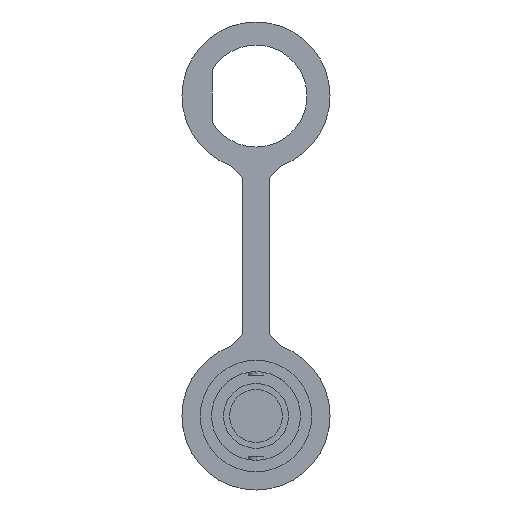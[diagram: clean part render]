
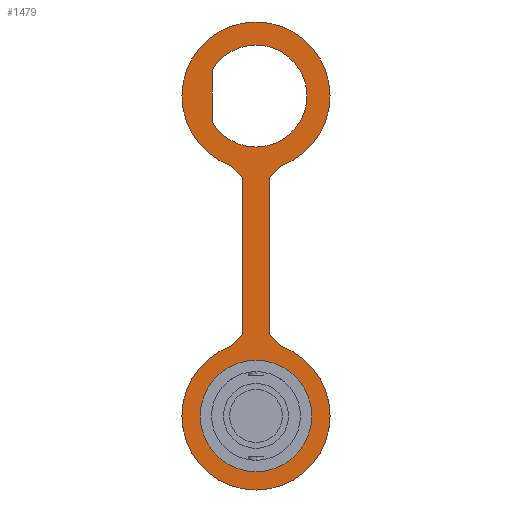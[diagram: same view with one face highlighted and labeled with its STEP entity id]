
A CAD part, front view. The second image highlights one B-rep face of the part: STEP entity #1479.
In plain terms, the highlighted planar face has unit normal (0, -1, 0).
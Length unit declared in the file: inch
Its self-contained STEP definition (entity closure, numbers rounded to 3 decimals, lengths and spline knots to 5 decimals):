
#181 = CARTESIAN_POINT ( 'NONE',  ( 0., -0.04, 0. ) ) ;
#251 = LINE ( 'NONE', #256, #2672 ) ;
#256 = CARTESIAN_POINT ( 'NONE',  ( -0.056, -0.04, -0.33972 ) ) ;
#257 = DIRECTION ( 'NONE',  ( -0.707, 0., 0.707 ) ) ;
#289 = LINE ( 'NONE', #290, #2682 ) ;
#290 = CARTESIAN_POINT ( 'NONE',  ( -0.056, -0.04, -0.99328 ) ) ;
#291 = DIRECTION ( 'NONE',  ( 0., 0., 1. ) ) ;
#334 = CARTESIAN_POINT ( 'NONE',  ( 0., -0.04, 0. ) ) ;
#335 = LINE ( 'NONE', #336, #2695 ) ;
#336 = CARTESIAN_POINT ( 'NONE',  ( -0.056, -0.04, -0.99328 ) ) ;
#337 = DIRECTION ( 'NONE',  ( 0.707, 0., 0.707 ) ) ;
#338 = DIRECTION ( 'NONE',  ( 0., 1., 0. ) ) ;
#339 = DIRECTION ( 'NONE',  ( 0., 0., 1. ) ) ;
#380 = PLANE ( 'NONE',  #2709 ) ;
#387 = CARTESIAN_POINT ( 'NONE',  ( 0., -0.04, -1.333 ) ) ;
#388 = DIRECTION ( 'NONE',  ( 0., 1., 0. ) ) ;
#389 = DIRECTION ( 'NONE',  ( 0., 0., 1. ) ) ;
#501 = CARTESIAN_POINT ( 'NONE',  ( 0., -0.04, 0. ) ) ;
#502 = DIRECTION ( 'NONE',  ( 0., 1., 0. ) ) ;
#503 = DIRECTION ( 'NONE',  ( 0., 0., 1. ) ) ;
#551 = CARTESIAN_POINT ( 'NONE',  ( 0., -0.04, 0. ) ) ;
#555 = DIRECTION ( 'NONE',  ( 0., 1., 0. ) ) ;
#556 = DIRECTION ( 'NONE',  ( 0., 0., 1. ) ) ;
#588 = LINE ( 'NONE', #589, #1205 ) ;
#589 = CARTESIAN_POINT ( 'NONE',  ( 0.056, -0.04, -0.33972 ) ) ;
#591 = DIRECTION ( 'NONE',  ( -0.707, 0., -0.707 ) ) ;
#756 = DIRECTION ( 'NONE',  ( 0., 0., 1. ) ) ;
#818 = LINE ( 'NONE', #1000, #2544 ) ;
#928 = DIRECTION ( 'NONE',  ( 0., 1., 0. ) ) ;
#983 = DIRECTION ( 'NONE',  ( 0., 0., 1. ) ) ;
#985 = DIRECTION ( 'NONE',  ( 0., -1., 0. ) ) ;
#995 = CARTESIAN_POINT ( 'NONE',  ( 0., -0.04, -1.333 ) ) ;
#997 = DIRECTION ( 'NONE',  ( 0., 0., 1. ) ) ;
#1000 = CARTESIAN_POINT ( 'NONE',  ( -0.182, -0.04, -0.10969 ) ) ;
#1205 = VECTOR ( 'NONE', #591, 39.37008 ) ;
#1235 = AXIS2_PLACEMENT_3D ( 'NONE', #501, #502, #503 ) ;
#1254 = AXIS2_PLACEMENT_3D ( 'NONE', #551, #555, #556 ) ;
#1271 = EDGE_CURVE ( 'NONE', #1956, #1972, #1349, .T. ) ;
#1279 = EDGE_CURVE ( 'NONE', #2041, #2024, #1430, .T. ) ;
#1310 = EDGE_CURVE ( 'NONE', #1958, #1992, #1316, .T. ) ;
#1314 = EDGE_CURVE ( 'NONE', #1992, #2089, #818, .T. ) ;
#1316 = CIRCLE ( 'NONE', #2531, 0.2125 ) ;
#1349 = CIRCLE ( 'NONE', #2476, 0.3085 ) ;
#1353 = EDGE_CURVE ( 'NONE', #2024, #2041, #1538, .T. ) ;
#1430 = CIRCLE ( 'NONE', #2470, 0.2325 ) ;
#1442 = EDGE_CURVE ( 'NONE', #2093, #2029, #251, .T. ) ;
#1451 = EDGE_CURVE ( 'NONE', #2094, #2093, #289, .T. ) ;
#1464 = EDGE_CURVE ( 'NONE', #2095, #2094, #335, .T. ) ;
#1465 = EDGE_CURVE ( 'NONE', #2001, #1958, #2775, .T. ) ;
#1479 = ADVANCED_FACE ( 'NONE', ( #2705, #2713, #2714 ), #380, .F. ) ;
#1505 = EDGE_CURVE ( 'NONE', #2029, #2031, #2762, .T. ) ;
#1518 = EDGE_CURVE ( 'NONE', #2031, #2092, #2784, .T. ) ;
#1528 = EDGE_CURVE ( 'NONE', #2092, #2091, #588, .T. ) ;
#1538 = CIRCLE ( 'NONE', #2577, 0.2325 ) ;
#1570 = EDGE_CURVE ( 'NONE', #2090, #1956, #3232, .T. ) ;
#1572 = EDGE_CURVE ( 'NONE', #1972, #2095, #2752, .T. ) ;
#1587 = EDGE_CURVE ( 'NONE', #2091, #2090, #3037, .T. ) ;
#1594 = EDGE_CURVE ( 'NONE', #2089, #2001, #2754, .T. ) ;
#1690 = ORIENTED_EDGE ( 'NONE', *, *, #1314, .T. ) ;
#1691 = ORIENTED_EDGE ( 'NONE', *, *, #1465, .T. ) ;
#1692 = ORIENTED_EDGE ( 'NONE', *, *, #1594, .T. ) ;
#1693 = ORIENTED_EDGE ( 'NONE', *, *, #1587, .F. ) ;
#1694 = ORIENTED_EDGE ( 'NONE', *, *, #1310, .T. ) ;
#1695 = ORIENTED_EDGE ( 'NONE', *, *, #1570, .F. ) ;
#1696 = ORIENTED_EDGE ( 'NONE', *, *, #1271, .F. ) ;
#1697 = ORIENTED_EDGE ( 'NONE', *, *, #1528, .F. ) ;
#1698 = ORIENTED_EDGE ( 'NONE', *, *, #1518, .F. ) ;
#1699 = ORIENTED_EDGE ( 'NONE', *, *, #1505, .F. ) ;
#1700 = ORIENTED_EDGE ( 'NONE', *, *, #1442, .F. ) ;
#1711 = ORIENTED_EDGE ( 'NONE', *, *, #1464, .F. ) ;
#1712 = ORIENTED_EDGE ( 'NONE', *, *, #1451, .F. ) ;
#1721 = ORIENTED_EDGE ( 'NONE', *, *, #1353, .F. ) ;
#1779 = ORIENTED_EDGE ( 'NONE', *, *, #1279, .F. ) ;
#1784 = ORIENTED_EDGE ( 'NONE', *, *, #1572, .F. ) ;
#1956 = VERTEX_POINT ( 'NONE', #2948 ) ;
#1958 = VERTEX_POINT ( 'NONE', #2946 ) ;
#1972 = VERTEX_POINT ( 'NONE', #2932 ) ;
#1992 = VERTEX_POINT ( 'NONE', #2908 ) ;
#2001 = VERTEX_POINT ( 'NONE', #2898 ) ;
#2024 = VERTEX_POINT ( 'NONE', #2872 ) ;
#2029 = VERTEX_POINT ( 'NONE', #2867 ) ;
#2031 = VERTEX_POINT ( 'NONE', #2865 ) ;
#2041 = VERTEX_POINT ( 'NONE', #2855 ) ;
#2089 = VERTEX_POINT ( 'NONE', #3248 ) ;
#2090 = VERTEX_POINT ( 'NONE', #3246 ) ;
#2091 = VERTEX_POINT ( 'NONE', #3202 ) ;
#2092 = VERTEX_POINT ( 'NONE', #3262 ) ;
#2093 = VERTEX_POINT ( 'NONE', #2967 ) ;
#2094 = VERTEX_POINT ( 'NONE', #3215 ) ;
#2095 = VERTEX_POINT ( 'NONE', #3204 ) ;
#2162 = EDGE_LOOP ( 'NONE', ( #1721, #1779 ) ) ;
#2163 = EDGE_LOOP ( 'NONE', ( #1696, #1695, #1693, #1697, #1698, #1699, #1700, #1712, #1711, #1784 ) ) ;
#2164 = EDGE_LOOP ( 'NONE', ( #1690, #1692, #1691, #1694 ) ) ;
#2419 = CARTESIAN_POINT ( 'NONE',  ( 0., -0.04, -1.333 ) ) ;
#2423 = DIRECTION ( 'NONE',  ( 0., 1., 0. ) ) ;
#2424 = DIRECTION ( 'NONE',  ( 0., 0., 1. ) ) ;
#2447 = CARTESIAN_POINT ( 'NONE',  ( 0., -0.04, -1.333 ) ) ;
#2448 = DIRECTION ( 'NONE',  ( 0., -1., 0. ) ) ;
#2449 = DIRECTION ( 'NONE',  ( 0., 0., 1. ) ) ;
#2470 = AXIS2_PLACEMENT_3D ( 'NONE', #2447, #2448, #2449 ) ;
#2476 = AXIS2_PLACEMENT_3D ( 'NONE', #2419, #2423, #2424 ) ;
#2531 = AXIS2_PLACEMENT_3D ( 'NONE', #181, #928, #756 ) ;
#2544 = VECTOR ( 'NONE', #997, 39.37008 ) ;
#2577 = AXIS2_PLACEMENT_3D ( 'NONE', #995, #985, #983 ) ;
#2672 = VECTOR ( 'NONE', #257, 39.37008 ) ;
#2682 = VECTOR ( 'NONE', #291, 39.37008 ) ;
#2694 = AXIS2_PLACEMENT_3D ( 'NONE', #334, #338, #339 ) ;
#2695 = VECTOR ( 'NONE', #337, 39.37008 ) ;
#2705 = FACE_BOUND ( 'NONE', #2164, .T. ) ;
#2709 = AXIS2_PLACEMENT_3D ( 'NONE', #387, #388, #389 ) ;
#2713 = FACE_OUTER_BOUND ( 'NONE', #2163, .T. ) ;
#2714 = FACE_BOUND ( 'NONE', #2162, .T. ) ;
#2752 = CIRCLE ( 'NONE', #2786, 0.3085 ) ;
#2754 = CIRCLE ( 'NONE', #2810, 0.2125 ) ;
#2762 = CIRCLE ( 'NONE', #1235, 0.3085 ) ;
#2775 = CIRCLE ( 'NONE', #2694, 0.2125 ) ;
#2784 = CIRCLE ( 'NONE', #1254, 0.3085 ) ;
#2786 = AXIS2_PLACEMENT_3D ( 'NONE', #3228, #3238, #3177 ) ;
#2788 = VECTOR ( 'NONE', #3234, 39.37008 ) ;
#2803 = VECTOR ( 'NONE', #3035, 39.37008 ) ;
#2810 = AXIS2_PLACEMENT_3D ( 'NONE', #2983, #2982, #2981 ) ;
#2855 = CARTESIAN_POINT ( 'NONE',  ( 0., -0.04, -1.5655 ) ) ;
#2865 = CARTESIAN_POINT ( 'NONE',  ( 0., -0.04, 0.3085 ) ) ;
#2867 = CARTESIAN_POINT ( 'NONE',  ( -0.106, -0.04, -0.28972 ) ) ;
#2872 = CARTESIAN_POINT ( 'NONE',  ( 0., -0.04, -1.1005 ) ) ;
#2898 = CARTESIAN_POINT ( 'NONE',  ( 0., -0.04, 0.2125 ) ) ;
#2908 = CARTESIAN_POINT ( 'NONE',  ( -0.182, -0.04, -0.10969 ) ) ;
#2932 = CARTESIAN_POINT ( 'NONE',  ( 0., -0.04, -1.6415 ) ) ;
#2946 = CARTESIAN_POINT ( 'NONE',  ( 0., -0.04, -0.2125 ) ) ;
#2948 = CARTESIAN_POINT ( 'NONE',  ( 0.106, -0.04, -1.04328 ) ) ;
#2967 = CARTESIAN_POINT ( 'NONE',  ( -0.056, -0.04, -0.33972 ) ) ;
#2981 = DIRECTION ( 'NONE',  ( 0., 0., 1. ) ) ;
#2982 = DIRECTION ( 'NONE',  ( 0., 1., 0. ) ) ;
#2983 = CARTESIAN_POINT ( 'NONE',  ( 0., -0.04, 0. ) ) ;
#3035 = DIRECTION ( 'NONE',  ( 0., 0., -1. ) ) ;
#3036 = CARTESIAN_POINT ( 'NONE',  ( 0.056, -0.04, -0.99328 ) ) ;
#3037 = LINE ( 'NONE', #3036, #2803 ) ;
#3177 = DIRECTION ( 'NONE',  ( 0., 0., 1. ) ) ;
#3202 = CARTESIAN_POINT ( 'NONE',  ( 0.056, -0.04, -0.33972 ) ) ;
#3204 = CARTESIAN_POINT ( 'NONE',  ( -0.106, -0.04, -1.04328 ) ) ;
#3215 = CARTESIAN_POINT ( 'NONE',  ( -0.056, -0.04, -0.99328 ) ) ;
#3228 = CARTESIAN_POINT ( 'NONE',  ( 0., -0.04, -1.333 ) ) ;
#3232 = LINE ( 'NONE', #3233, #2788 ) ;
#3233 = CARTESIAN_POINT ( 'NONE',  ( 0.056, -0.04, -0.99328 ) ) ;
#3234 = DIRECTION ( 'NONE',  ( 0.707, 0., -0.707 ) ) ;
#3238 = DIRECTION ( 'NONE',  ( 0., 1., 0. ) ) ;
#3246 = CARTESIAN_POINT ( 'NONE',  ( 0.056, -0.04, -0.99328 ) ) ;
#3248 = CARTESIAN_POINT ( 'NONE',  ( -0.182, -0.04, 0.10969 ) ) ;
#3262 = CARTESIAN_POINT ( 'NONE',  ( 0.106, -0.04, -0.28972 ) ) ;
